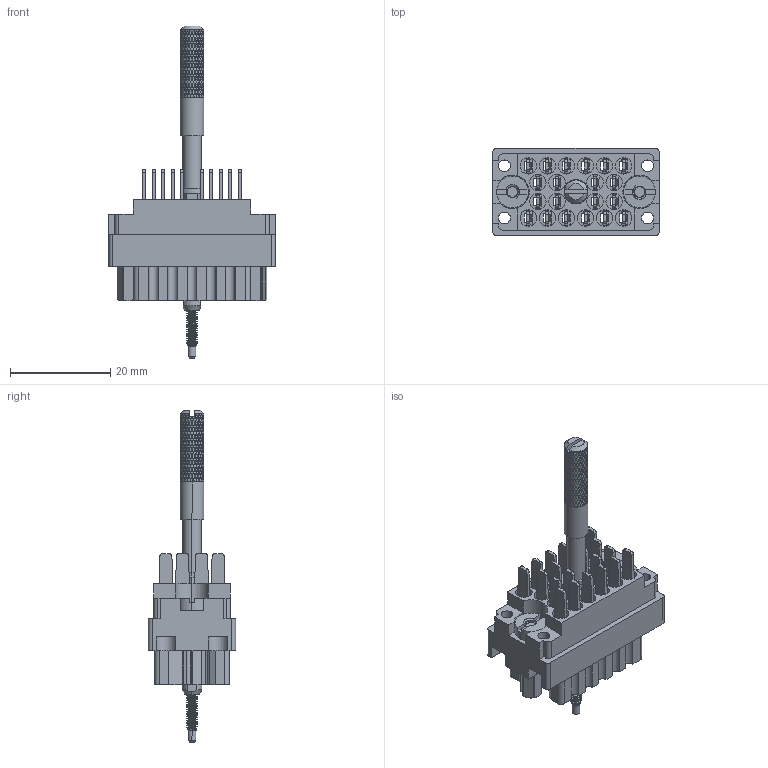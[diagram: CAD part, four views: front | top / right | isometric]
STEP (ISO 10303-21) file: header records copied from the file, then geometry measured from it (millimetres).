
FILE_DESCRIPTION (( 'STEP AP203' ), '1' );
FILE_NAME ('516-020-501-401.STEP', '2020-09-08T13:37:21', ( '' ), ( '' ), 'SwSTEP 2.0', 'SolidWorks 2020', '' );
FILE_SCHEMA (( 'CONFIG_CONTROL_DESIGN' ));
Length unit declared in the file: inch
Products named in the file (12): 516-221-020-102_020; 516-253-025-100; 516-250-021-102; 516-252-022-102; 516-020-501-401; 516-221-020-102_021; 516-292-001_501 Contact; 516-250-020-111; 516-251-025-100; 516 Part Receptacle_020; 516-252-021-102_020; Actuating Screw Assy 020
Assembly tree (31 placements, depth 3):
  516-020-501-401
    516 Part Receptacle_020
    516-292-001_501 Contact  x20
    516-252-021-102_020  x2
    516-221-020-102_020
    Actuating Screw Assy 020
      516-251-025-100
      516-250-021-102
      516-250-020-111
      516-253-025-100
      516-252-022-102
    516-221-020-102_021
Bounding box: 33.32 x 17.42 x 66.29 mm (x, y, z)
Volume: 6935.3 mm3; surface area: 14165.9 mm2
Topology: 30 solids, 30 shells, 4901 faces, 11980 edges, 7150 vertices
Faces by surface type: bspline 2170, plane 1358, cylinder 1317, cone 56
Entity records: 191054 total; most frequent: CARTESIAN_POINT 134555, ORIENTED_EDGE 15868, EDGE_CURVE 7934, DIRECTION 6162, VERTEX_POINT 4468, EDGE_LOOP 3584, FACE_OUTER_BOUND 3502, ADVANCED_FACE 3502
